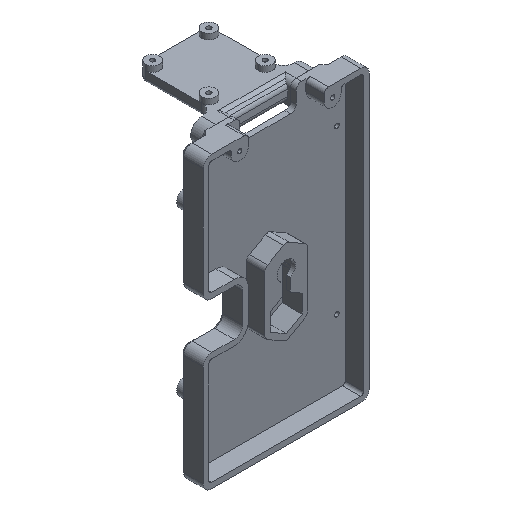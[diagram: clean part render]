
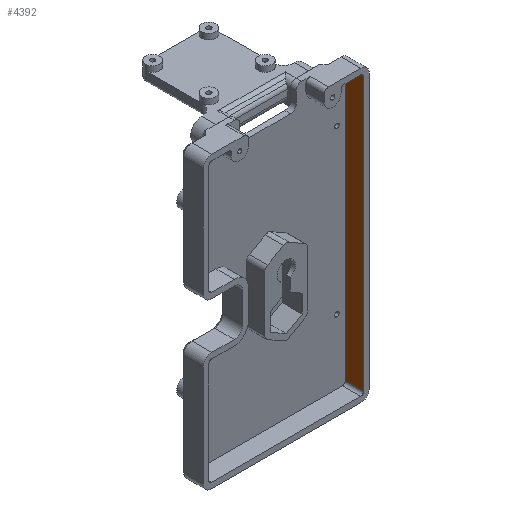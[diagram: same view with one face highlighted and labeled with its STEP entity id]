
A CAD part, isometric view. The second image highlights one B-rep face of the part: STEP entity #4392.
In plain terms, the highlighted planar face has unit normal (-1, 0, 0).
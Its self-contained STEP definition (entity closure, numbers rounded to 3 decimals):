
#45 = CARTESIAN_POINT ( 'NONE',  ( 27.5, 120.252, -51. ) ) ;
#334 = ORIENTED_EDGE ( 'NONE', *, *, #1115, .T. ) ;
#478 = VERTEX_POINT ( 'NONE', #687 ) ;
#687 = CARTESIAN_POINT ( 'NONE',  ( 27.5, 5., -51. ) ) ;
#805 = VERTEX_POINT ( 'NONE', #1332 ) ;
#1018 = CARTESIAN_POINT ( 'NONE',  ( 27.5, 120.252, 0. ) ) ;
#1115 = EDGE_CURVE ( 'NONE', #478, #805, #4490, .T. ) ;
#1239 = DIRECTION ( 'NONE',  ( 0., 0., 1. ) ) ;
#1332 = CARTESIAN_POINT ( 'NONE',  ( 27.5, -1.5, -51. ) ) ;
#2049 = VECTOR ( 'NONE', #3606, 1000. ) ;
#2132 = VECTOR ( 'NONE', #1239, 1000. ) ;
#2586 = CARTESIAN_POINT ( 'NONE',  ( 27.5, -1.5, 0. ) ) ;
#2919 = VECTOR ( 'NONE', #6449, 1000. ) ;
#3053 = VECTOR ( 'NONE', #5391, 1000. ) ;
#3148 = PLANE ( 'NONE',  #6067 ) ;
#3423 = CARTESIAN_POINT ( 'NONE',  ( 27.5, 5., 46. ) ) ;
#3448 = ORIENTED_EDGE ( 'NONE', *, *, #3965, .T. ) ;
#3470 = LINE ( 'NONE', #4870, #3053 ) ;
#3497 = ORIENTED_EDGE ( 'NONE', *, *, #4016, .T. ) ;
#3606 = DIRECTION ( 'NONE',  ( 0., 0., 1. ) ) ;
#3884 = CARTESIAN_POINT ( 'NONE',  ( 27.5, 5., 0. ) ) ;
#3965 = EDGE_CURVE ( 'NONE', #805, #4173, #6604, .T. ) ;
#4016 = EDGE_CURVE ( 'NONE', #4173, #4799, #3470, .T. ) ;
#4043 = LINE ( 'NONE', #3884, #2132 ) ;
#4093 = CARTESIAN_POINT ( 'NONE',  ( 27.5, -1.5, 46. ) ) ;
#4173 = VERTEX_POINT ( 'NONE', #4093 ) ;
#4237 = EDGE_CURVE ( 'NONE', #478, #4799, #4043, .T. ) ;
#4392 = ADVANCED_FACE ( 'NONE', ( #6856 ), #3148, .F. ) ;
#4490 = LINE ( 'NONE', #45, #2919 ) ;
#4799 = VERTEX_POINT ( 'NONE', #3423 ) ;
#4870 = CARTESIAN_POINT ( 'NONE',  ( 27.5, 120.252, 46. ) ) ;
#5269 = DIRECTION ( 'NONE',  ( 0., 0., -1. ) ) ;
#5391 = DIRECTION ( 'NONE',  ( 0., 1., 0. ) ) ;
#5494 = ORIENTED_EDGE ( 'NONE', *, *, #4237, .F. ) ;
#6067 = AXIS2_PLACEMENT_3D ( 'NONE', #1018, #6852, #5269 ) ;
#6249 = EDGE_LOOP ( 'NONE', ( #3448, #3497, #5494, #334 ) ) ;
#6449 = DIRECTION ( 'NONE',  ( 0., -1., 0. ) ) ;
#6604 = LINE ( 'NONE', #2586, #2049 ) ;
#6852 = DIRECTION ( 'NONE',  ( 1., 0., 0. ) ) ;
#6856 = FACE_OUTER_BOUND ( 'NONE', #6249, .T. ) ;
